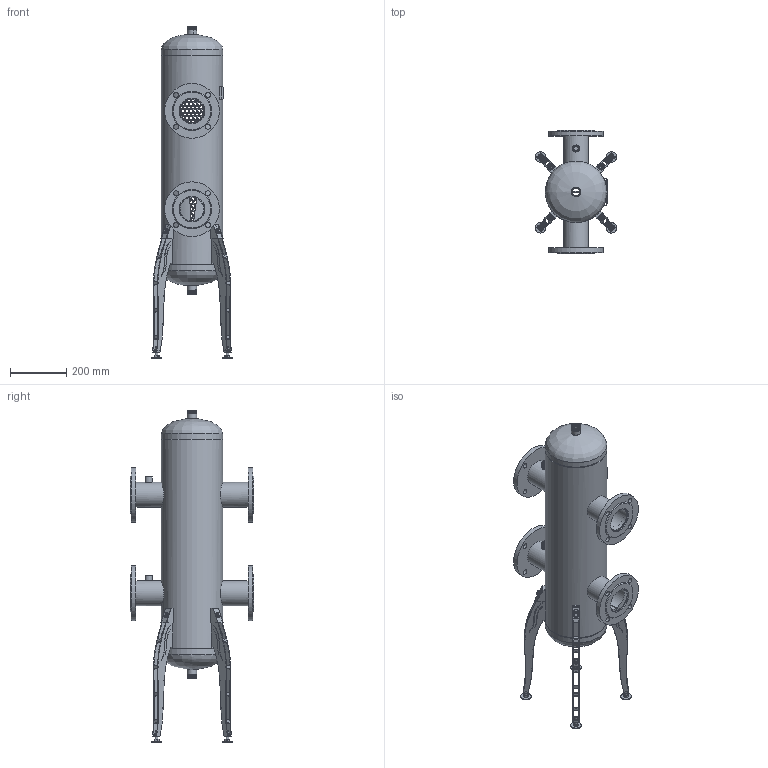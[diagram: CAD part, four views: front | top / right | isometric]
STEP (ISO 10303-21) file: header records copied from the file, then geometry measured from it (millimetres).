
FILE_DESCRIPTION(('STEP AP203'), '1');
FILE_NAME('GRSS-600-80.00', '', ('UNSPECIFIED'), ('UNSPECIFIED'), 'ASCON STEP Converter 1.6', 'ASCON Math Kernel', '');
FILE_SCHEMA(('CONFIG_CONTROL_DESIGN'));
Length unit declared in the file: millimetre
Bounding box: 290.68 x 439 x 1182.6 mm (x, y, z)
Volume: 6007766.5 mm3; surface area: 2296791.4 mm2
Topology: 1 solids, 1 shells, 2448 faces, 7165 edges, 4502 vertices
Faces by surface type: plane 1160, cylinder 606, extrusion 388, bspline 174, cone 68, torus 48, revolution 4
Full cylindrical faces by diameter (mm): 3.9 x4, 4.2 x4, 8 x4, 8.8 x4, 10 x8, 10.5 x4, 11 x278, 18 x16, 20 x4, 24 x2, 25 x2, 27.5 x2, 30 x2, 38 x4, 83 x5, 88 x4, 89 x4, 91 x4, 195 x4, 203 x2, 211 x1, 219 x3
Entity records: 134435 total; most frequent: CARTESIAN_POINT 52931, ORIENTED_EDGE 13360, DIRECTION 10812, EDGE_CURVE 6680, VERTEX_POINT 4494, VECTOR 4196, LINE 3808, EDGE_LOOP 3594
